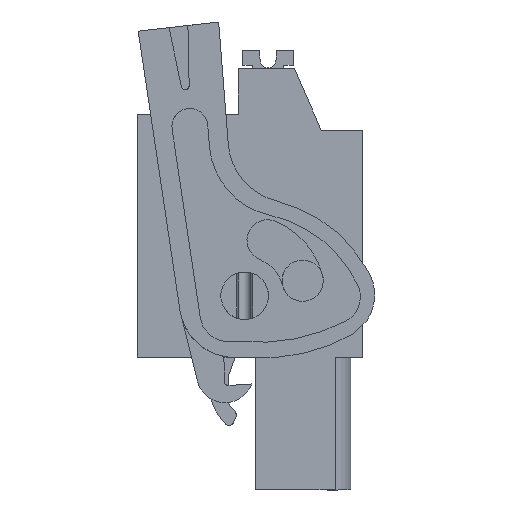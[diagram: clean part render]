
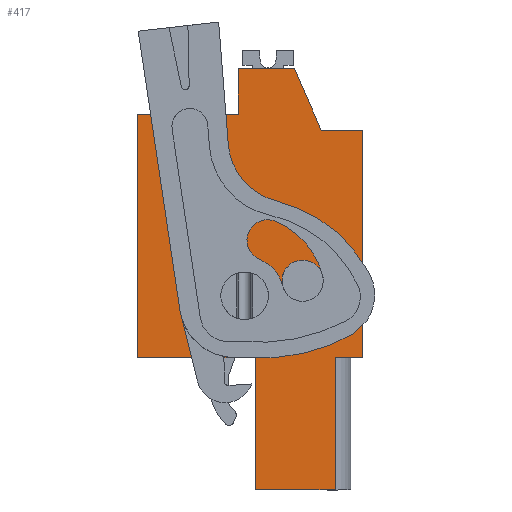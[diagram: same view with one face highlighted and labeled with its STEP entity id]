
A CAD part, left-side view. The second image highlights one B-rep face of the part: STEP entity #417.
In plain terms, the highlighted planar face has unit normal (-1, 0, 0).
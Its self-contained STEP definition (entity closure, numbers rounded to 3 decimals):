
#297=AXIS2_PLACEMENT_3D('Plane Axis2P3D',#294,#295,#296) ;
#383=AXIS2_PLACEMENT_3D('Circle Axis2P3D',#381,#382,$) ;
#392=AXIS2_PLACEMENT_3D('Circle Axis2P3D',#390,#391,$) ;
#401=AXIS2_PLACEMENT_3D('Circle Axis2P3D',#399,#400,$) ;
#410=AXIS2_PLACEMENT_3D('Circle Axis2P3D',#408,#409,$) ;
#42=CARTESIAN_POINT('Vertex',(4.85,8.618,26.59)) ;
#45=CARTESIAN_POINT('Line Origine',(4.85,6.843,26.59)) ;
#49=CARTESIAN_POINT('Vertex',(4.85,5.068,26.59)) ;
#229=CARTESIAN_POINT('Vertex',(4.85,8.618,23.69)) ;
#232=CARTESIAN_POINT('Line Origine',(4.85,8.618,25.14)) ;
#294=CARTESIAN_POINT('Axis2P3D Location',(4.85,7.568,8.35)) ;
#299=CARTESIAN_POINT('Line Origine',(4.85,2.493,4.175)) ;
#303=CARTESIAN_POINT('Vertex',(4.85,2.493,8.35)) ;
#305=CARTESIAN_POINT('Vertex',(4.85,2.493,0.)) ;
#308=CARTESIAN_POINT('Line Origine',(4.85,1.63,8.35)) ;
#312=CARTESIAN_POINT('Vertex',(4.85,0.768,8.35)) ;
#315=CARTESIAN_POINT('Line Origine',(4.85,0.768,15.52)) ;
#319=CARTESIAN_POINT('Vertex',(4.85,0.768,22.69)) ;
#322=CARTESIAN_POINT('Line Origine',(4.85,2.068,22.69)) ;
#326=CARTESIAN_POINT('Vertex',(4.85,3.368,22.69)) ;
#329=CARTESIAN_POINT('Line Origine',(4.85,4.218,24.64)) ;
#334=CARTESIAN_POINT('Line Origine',(4.85,11.793,23.69)) ;
#338=CARTESIAN_POINT('Vertex',(4.85,14.968,23.69)) ;
#341=CARTESIAN_POINT('Line Origine',(4.85,14.968,16.02)) ;
#345=CARTESIAN_POINT('Vertex',(4.85,14.968,8.35)) ;
#348=CARTESIAN_POINT('Line Origine',(4.85,11.253,8.35)) ;
#352=CARTESIAN_POINT('Vertex',(4.85,7.539,8.35)) ;
#355=CARTESIAN_POINT('Line Origine',(4.85,7.539,4.175)) ;
#359=CARTESIAN_POINT('Vertex',(4.85,7.539,0.)) ;
#362=CARTESIAN_POINT('Line Origine',(4.85,5.016,0.)) ;
#381=CARTESIAN_POINT('Axis2P3D Location',(4.85,8.204,12.25)) ;
#385=CARTESIAN_POINT('Vertex',(4.85,8.204,10.75)) ;
#387=CARTESIAN_POINT('Vertex',(4.85,8.204,13.75)) ;
#390=CARTESIAN_POINT('Axis2P3D Location',(4.85,8.204,12.25)) ;
#399=CARTESIAN_POINT('Axis2P3D Location',(4.85,4.544,13.2)) ;
#403=CARTESIAN_POINT('Vertex',(4.85,4.544,14.5)) ;
#405=CARTESIAN_POINT('Vertex',(4.85,4.544,11.9)) ;
#408=CARTESIAN_POINT('Axis2P3D Location',(4.85,4.544,13.2)) ;
#46=DIRECTION('Vector Direction',(0.,1.,0.)) ;
#233=DIRECTION('Vector Direction',(0.,0.,-1.)) ;
#295=DIRECTION('Axis2P3D Direction',(1.,0.,0.)) ;
#296=DIRECTION('Axis2P3D XDirection',(0.,1.,0.)) ;
#300=DIRECTION('Vector Direction',(0.,0.,-1.)) ;
#309=DIRECTION('Vector Direction',(0.,-1.,0.)) ;
#316=DIRECTION('Vector Direction',(0.,0.,-1.)) ;
#323=DIRECTION('Vector Direction',(0.,1.,0.)) ;
#330=DIRECTION('Vector Direction',(0.,0.4,0.917)) ;
#335=DIRECTION('Vector Direction',(0.,1.,0.)) ;
#342=DIRECTION('Vector Direction',(0.,0.,1.)) ;
#349=DIRECTION('Vector Direction',(0.,1.,0.)) ;
#356=DIRECTION('Vector Direction',(0.,0.,-1.)) ;
#363=DIRECTION('Vector Direction',(0.,1.,0.)) ;
#382=DIRECTION('Axis2P3D Direction',(1.,0.,0.)) ;
#391=DIRECTION('Axis2P3D Direction',(1.,0.,0.)) ;
#400=DIRECTION('Axis2P3D Direction',(1.,0.,0.)) ;
#409=DIRECTION('Axis2P3D Direction',(1.,0.,0.)) ;
#47=VECTOR('Line Direction',#46,1.) ;
#234=VECTOR('Line Direction',#233,1.) ;
#301=VECTOR('Line Direction',#300,1.) ;
#310=VECTOR('Line Direction',#309,1.) ;
#317=VECTOR('Line Direction',#316,1.) ;
#324=VECTOR('Line Direction',#323,1.) ;
#331=VECTOR('Line Direction',#330,1.) ;
#336=VECTOR('Line Direction',#335,1.) ;
#343=VECTOR('Line Direction',#342,1.) ;
#350=VECTOR('Line Direction',#349,1.) ;
#357=VECTOR('Line Direction',#356,1.) ;
#364=VECTOR('Line Direction',#363,1.) ;
#368=ORIENTED_EDGE('',*,*,#307,.F.) ;
#369=ORIENTED_EDGE('',*,*,#314,.F.) ;
#370=ORIENTED_EDGE('',*,*,#321,.F.) ;
#371=ORIENTED_EDGE('',*,*,#328,.T.) ;
#372=ORIENTED_EDGE('',*,*,#333,.T.) ;
#373=ORIENTED_EDGE('',*,*,#51,.T.) ;
#374=ORIENTED_EDGE('',*,*,#236,.T.) ;
#375=ORIENTED_EDGE('',*,*,#340,.T.) ;
#376=ORIENTED_EDGE('',*,*,#347,.F.) ;
#377=ORIENTED_EDGE('',*,*,#354,.F.) ;
#378=ORIENTED_EDGE('',*,*,#361,.T.) ;
#379=ORIENTED_EDGE('',*,*,#366,.F.) ;
#396=ORIENTED_EDGE('',*,*,#389,.T.) ;
#397=ORIENTED_EDGE('',*,*,#394,.T.) ;
#414=ORIENTED_EDGE('',*,*,#407,.T.) ;
#415=ORIENTED_EDGE('',*,*,#412,.T.) ;
#398=FACE_BOUND('',#395,.T.) ;
#416=FACE_BOUND('',#413,.T.) ;
#417=ADVANCED_FACE('HOUSING',(#380,#398,#416),#298,.F.) ;
#384=CIRCLE('generated circle',#383,1.5) ;
#393=CIRCLE('generated circle',#392,1.5) ;
#402=CIRCLE('generated circle',#401,1.3) ;
#411=CIRCLE('generated circle',#410,1.3) ;
#51=EDGE_CURVE('',#50,#43,#48,.T.) ;
#236=EDGE_CURVE('',#43,#230,#235,.T.) ;
#307=EDGE_CURVE('',#304,#306,#302,.T.) ;
#314=EDGE_CURVE('',#313,#304,#311,.F.) ;
#321=EDGE_CURVE('',#320,#313,#318,.T.) ;
#328=EDGE_CURVE('',#320,#327,#325,.T.) ;
#333=EDGE_CURVE('',#327,#50,#332,.T.) ;
#340=EDGE_CURVE('',#230,#339,#337,.T.) ;
#347=EDGE_CURVE('',#346,#339,#344,.T.) ;
#354=EDGE_CURVE('',#353,#346,#351,.T.) ;
#361=EDGE_CURVE('',#353,#360,#358,.T.) ;
#366=EDGE_CURVE('',#306,#360,#365,.T.) ;
#389=EDGE_CURVE('',#386,#388,#384,.T.) ;
#394=EDGE_CURVE('',#388,#386,#393,.T.) ;
#407=EDGE_CURVE('',#404,#406,#402,.T.) ;
#412=EDGE_CURVE('',#406,#404,#411,.T.) ;
#367=EDGE_LOOP('',(#368,#369,#370,#371,#372,#373,#374,#375,#376,#377,#378,#379)) ;
#395=EDGE_LOOP('',(#396,#397)) ;
#413=EDGE_LOOP('',(#414,#415)) ;
#380=FACE_OUTER_BOUND('',#367,.T.) ;
#48=LINE('Line',#45,#47) ;
#235=LINE('Line',#232,#234) ;
#302=LINE('Line',#299,#301) ;
#311=LINE('Line',#308,#310) ;
#318=LINE('Line',#315,#317) ;
#325=LINE('Line',#322,#324) ;
#332=LINE('Line',#329,#331) ;
#337=LINE('Line',#334,#336) ;
#344=LINE('Line',#341,#343) ;
#351=LINE('Line',#348,#350) ;
#358=LINE('Line',#355,#357) ;
#365=LINE('Line',#362,#364) ;
#298=PLANE('',#297) ;
#43=VERTEX_POINT('',#42) ;
#50=VERTEX_POINT('',#49) ;
#230=VERTEX_POINT('',#229) ;
#304=VERTEX_POINT('',#303) ;
#306=VERTEX_POINT('',#305) ;
#313=VERTEX_POINT('',#312) ;
#320=VERTEX_POINT('',#319) ;
#327=VERTEX_POINT('',#326) ;
#339=VERTEX_POINT('',#338) ;
#346=VERTEX_POINT('',#345) ;
#353=VERTEX_POINT('',#352) ;
#360=VERTEX_POINT('',#359) ;
#386=VERTEX_POINT('',#385) ;
#388=VERTEX_POINT('',#387) ;
#404=VERTEX_POINT('',#403) ;
#406=VERTEX_POINT('',#405) ;
